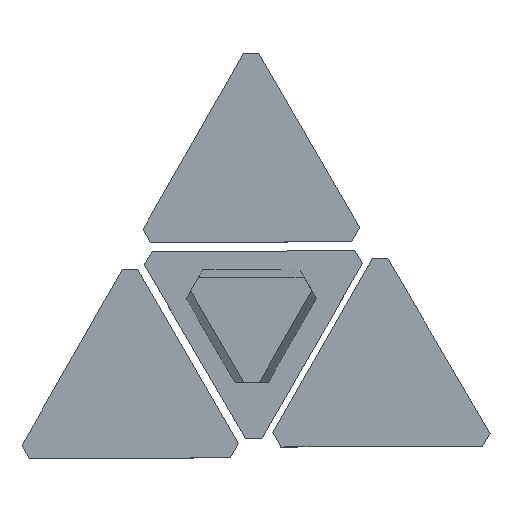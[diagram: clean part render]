
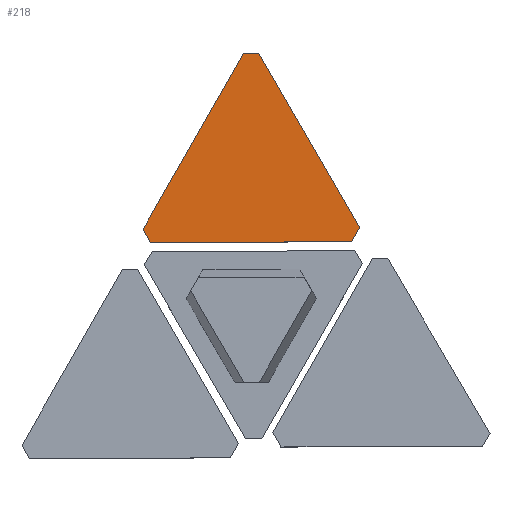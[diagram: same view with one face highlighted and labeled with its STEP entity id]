
A CAD part, top view. The second image highlights one B-rep face of the part: STEP entity #218.
In plain terms, the highlighted planar face has unit normal (0, 0, 1).
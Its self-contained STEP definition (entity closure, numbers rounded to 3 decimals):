
#218=ADVANCED_FACE('',(#324),#326,.T.);
#324=FACE_BOUND('',#325,.T.);
#325=EDGE_LOOP('',(#577,#578,#579,#580,#581,#582));
#326=PLANE('',#327);
#327=AXIS2_PLACEMENT_3D('',#328,#329,#330);
#328=CARTESIAN_POINT('',(0.,0.,10.));
#329=DIRECTION('',(0.,0.,1.));
#330=DIRECTION('',(-1.,0.,0.));
#577=ORIENTED_EDGE('',*,*,#727,.T.);
#578=ORIENTED_EDGE('',*,*,#735,.T.);
#579=ORIENTED_EDGE('',*,*,#736,.T.);
#580=ORIENTED_EDGE('',*,*,#737,.T.);
#581=ORIENTED_EDGE('',*,*,#738,.T.);
#582=ORIENTED_EDGE('',*,*,#739,.T.);
#727=EDGE_CURVE('',#832,#830,#833,.T.);
#735=EDGE_CURVE('',#830,#844,#846,.T.);
#736=EDGE_CURVE('',#844,#847,#848,.T.);
#737=EDGE_CURVE('',#847,#849,#850,.T.);
#738=EDGE_CURVE('',#849,#851,#852,.T.);
#739=EDGE_CURVE('',#851,#832,#853,.T.);
#830=VERTEX_POINT('',#1018);
#832=VERTEX_POINT('',#1022);
#833=LINE('',#1023,#1024);
#844=VERTEX_POINT('',#1048);
#846=LINE('',#1052,#1053);
#847=VERTEX_POINT('',#1055);
#848=LINE('',#1056,#1057);
#849=VERTEX_POINT('',#1059);
#850=LINE('',#1060,#1061);
#851=VERTEX_POINT('',#1063);
#852=LINE('',#1064,#1065);
#853=LINE('',#1067,#1068);
#1018=CARTESIAN_POINT('',(-166.514,54.286,10.));
#1022=CARTESIAN_POINT('',(-74.471,215.587,10.));
#1023=CARTESIAN_POINT('',(-74.471,215.587,10.));
#1024=VECTOR('',#1025,1.);
#1025=DIRECTION('',(-0.496,-0.869,0.));
#1048=CARTESIAN_POINT('',(-159.787,41.802,10.));
#1052=CARTESIAN_POINT('',(-166.514,54.286,10.));
#1053=VECTOR('',#1054,1.);
#1054=DIRECTION('',(0.474,-0.88,0.));
#1055=CARTESIAN_POINT('',(24.624,42.697,10.));
#1056=CARTESIAN_POINT('',(-159.787,41.802,10.));
#1057=VECTOR('',#1058,1.);
#1058=DIRECTION('',(1.,0.005,0.));
#1059=CARTESIAN_POINT('',(32.124,55.687,10.));
#1060=CARTESIAN_POINT('',(24.624,42.697,10.));
#1061=VECTOR('',#1062,1.);
#1062=DIRECTION('',(0.5,0.866,0.));
#1063=CARTESIAN_POINT('',(-60.471,215.589,10.));
#1064=CARTESIAN_POINT('',(32.124,55.687,10.));
#1065=VECTOR('',#1066,1.);
#1066=DIRECTION('',(-0.501,0.865,0.));
#1067=CARTESIAN_POINT('',(-60.471,215.589,10.));
#1068=VECTOR('',#1069,1.);
#1069=DIRECTION('',(-1.,0.,0.));
